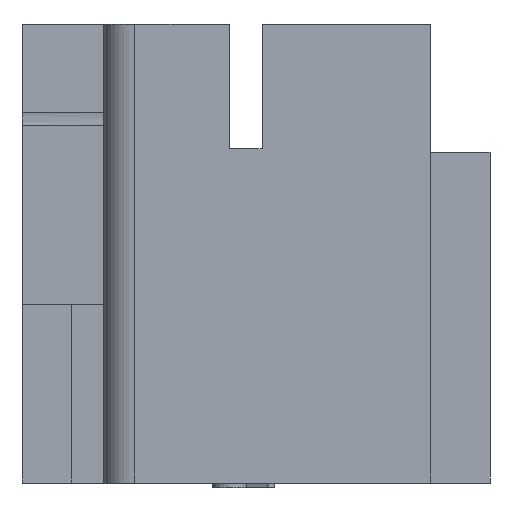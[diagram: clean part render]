
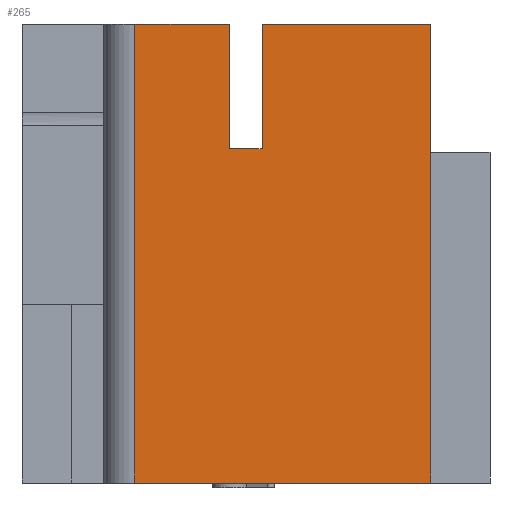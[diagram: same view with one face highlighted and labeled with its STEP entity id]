
A CAD part, left-side view. The second image highlights one B-rep face of the part: STEP entity #265.
In plain terms, the highlighted planar face has unit normal (-1, 0, 0).
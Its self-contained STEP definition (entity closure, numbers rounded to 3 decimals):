
#265=ADVANCED_FACE('',(#468),#367,.T.);
#367=PLANE('',#2363);
#468=FACE_OUTER_BOUND('',#596,.T.);
#596=EDGE_LOOP('',(#1120,#1121,#1122,#1123,#1124,#1125,#1126,#1127));
#1120=ORIENTED_EDGE('',*,*,#1677,.T.);
#1121=ORIENTED_EDGE('',*,*,#1678,.F.);
#1122=ORIENTED_EDGE('',*,*,#1675,.T.);
#1123=ORIENTED_EDGE('',*,*,#1673,.F.);
#1124=ORIENTED_EDGE('',*,*,#1613,.F.);
#1125=ORIENTED_EDGE('',*,*,#1679,.F.);
#1126=ORIENTED_EDGE('',*,*,#1680,.T.);
#1127=ORIENTED_EDGE('',*,*,#1407,.T.);
#1205=VERTEX_POINT('',#2927);
#1208=VERTEX_POINT('',#2932);
#1355=VERTEX_POINT('',#3361);
#1356=VERTEX_POINT('',#3363);
#1391=VERTEX_POINT('',#3489);
#1392=VERTEX_POINT('',#3493);
#1393=VERTEX_POINT('',#3497);
#1394=VERTEX_POINT('',#3500);
#1407=EDGE_CURVE('',#1205,#1208,#1704,.T.);
#1613=EDGE_CURVE('',#1355,#1356,#1887,.T.);
#1673=EDGE_CURVE('',#1356,#1391,#1944,.T.);
#1675=EDGE_CURVE('',#1392,#1391,#1945,.T.);
#1677=EDGE_CURVE('',#1208,#1393,#1946,.T.);
#1678=EDGE_CURVE('',#1392,#1393,#1947,.T.);
#1679=EDGE_CURVE('',#1394,#1355,#1948,.T.);
#1680=EDGE_CURVE('',#1394,#1205,#1949,.T.);
#1704=LINE('',#2933,#1972);
#1887=LINE('',#3362,#2155);
#1944=LINE('',#3488,#2212);
#1945=LINE('',#3492,#2213);
#1946=LINE('',#3496,#2214);
#1947=LINE('',#3498,#2215);
#1948=LINE('',#3499,#2216);
#1949=LINE('',#3501,#2217);
#1972=VECTOR('',#2382,1.);
#2155=VECTOR('',#2763,1.);
#2212=VECTOR('',#2864,1.);
#2213=VECTOR('',#2869,1.);
#2214=VECTOR('',#2874,1.);
#2215=VECTOR('',#2875,1.);
#2216=VECTOR('',#2876,1.);
#2217=VECTOR('',#2877,1.);
#2363=AXIS2_PLACEMENT_3D('',#3502,#2878,#2879);
#2382=DIRECTION('',(0.,1.,0.));
#2763=DIRECTION('',(0.,0.,-1.));
#2864=DIRECTION('',(0.,1.,0.));
#2869=DIRECTION('',(0.,0.,-1.));
#2874=DIRECTION('',(0.,0.,1.));
#2875=DIRECTION('',(0.,-1.,0.));
#2876=DIRECTION('',(0.,-1.,0.));
#2877=DIRECTION('',(0.,0.,-1.));
#2878=DIRECTION('',(-1.,0.,0.));
#2879=DIRECTION('',(0.,-1.,0.));
#2927=CARTESIAN_POINT('',(9.097,7.335,10.77));
#2932=CARTESIAN_POINT('',(9.097,8.385,10.77));
#2933=CARTESIAN_POINT('',(9.097,7.335,10.77));
#3361=CARTESIAN_POINT('',(9.097,1.895,14.77));
#3362=CARTESIAN_POINT('',(9.097,1.895,14.77));
#3363=CARTESIAN_POINT('',(9.097,1.895,0.));
#3488=CARTESIAN_POINT('',(9.097,1.895,0.));
#3489=CARTESIAN_POINT('',(9.097,11.435,0.));
#3492=CARTESIAN_POINT('',(9.097,11.435,14.77));
#3493=CARTESIAN_POINT('',(9.097,11.435,14.77));
#3496=CARTESIAN_POINT('',(9.097,8.385,10.77));
#3497=CARTESIAN_POINT('',(9.097,8.385,14.77));
#3498=CARTESIAN_POINT('',(9.097,11.435,14.77));
#3499=CARTESIAN_POINT('',(9.097,7.335,14.77));
#3500=CARTESIAN_POINT('',(9.097,7.335,14.77));
#3501=CARTESIAN_POINT('',(9.097,7.335,14.77));
#3502=CARTESIAN_POINT('',(9.097,11.435,0.));
